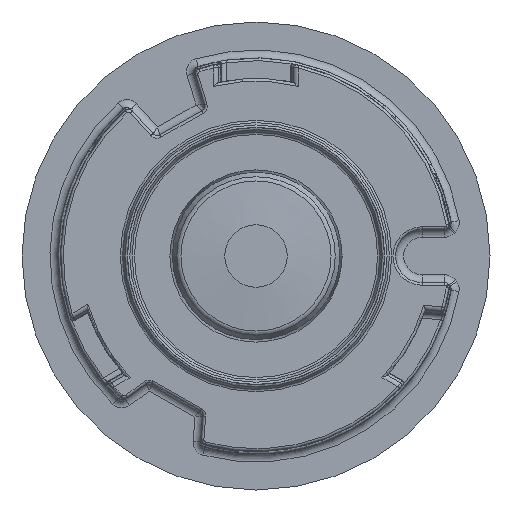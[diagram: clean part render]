
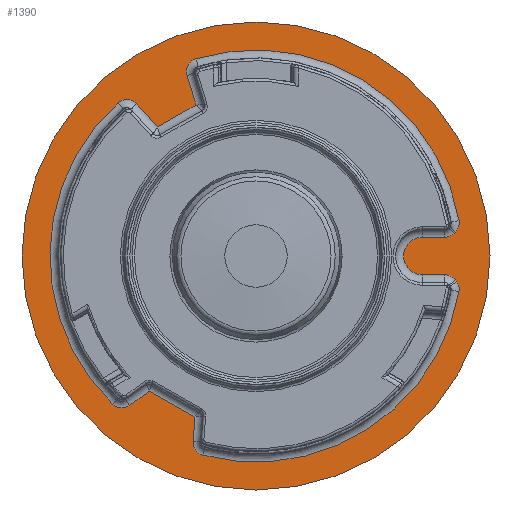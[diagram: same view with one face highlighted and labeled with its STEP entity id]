
A CAD part, left-side view. The second image highlights one B-rep face of the part: STEP entity #1390.
In plain terms, the highlighted planar face has unit normal (-1, 0, 0).
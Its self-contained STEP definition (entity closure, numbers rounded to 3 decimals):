
#1390=ADVANCED_FACE('',(#3340,#3341),#1940,.T.);
#1940=PLANE('',#9910);
#2229=LINE('',#14387,#2845);
#2230=LINE('',#14396,#2846);
#2231=LINE('',#14400,#2847);
#2232=LINE('',#14404,#2848);
#2233=LINE('',#14408,#2849);
#2234=LINE('',#14416,#2850);
#2235=LINE('',#14418,#2851);
#2236=LINE('',#14420,#2852);
#2237=LINE('',#14428,#2853);
#2238=LINE('',#14430,#2854);
#2845=VECTOR('',#11201,1.);
#2846=VECTOR('',#11208,1.);
#2847=VECTOR('',#11211,1.);
#2848=VECTOR('',#11214,1.);
#2849=VECTOR('',#11217,1.);
#2850=VECTOR('',#11224,1.);
#2851=VECTOR('',#11225,1.);
#2852=VECTOR('',#11226,1.);
#2853=VECTOR('',#11233,1.);
#2854=VECTOR('',#11234,1.);
#3340=FACE_BOUND('',#3469,.T.);
#3341=FACE_BOUND('',#3470,.T.);
#3469=EDGE_LOOP('',(#4356,#4357,#4358,#4359,#4360,#4361,#4362,#4363,#4364,
#4365,#4366,#4367,#4368,#4369,#4370,#4371,#4372,#4373,#4374,#4375,#4376,
#4377));
#3470=EDGE_LOOP('',(#4378));
#4356=ORIENTED_EDGE('',*,*,#8115,.T.);
#4357=ORIENTED_EDGE('',*,*,#8116,.T.);
#4358=ORIENTED_EDGE('',*,*,#8117,.T.);
#4359=ORIENTED_EDGE('',*,*,#8118,.T.);
#4360=ORIENTED_EDGE('',*,*,#8119,.T.);
#4361=ORIENTED_EDGE('',*,*,#8120,.T.);
#4362=ORIENTED_EDGE('',*,*,#8121,.T.);
#4363=ORIENTED_EDGE('',*,*,#8122,.T.);
#4364=ORIENTED_EDGE('',*,*,#8123,.T.);
#4365=ORIENTED_EDGE('',*,*,#8124,.T.);
#4366=ORIENTED_EDGE('',*,*,#8125,.T.);
#4367=ORIENTED_EDGE('',*,*,#8126,.T.);
#4368=ORIENTED_EDGE('',*,*,#8127,.T.);
#4369=ORIENTED_EDGE('',*,*,#8128,.T.);
#4370=ORIENTED_EDGE('',*,*,#8129,.T.);
#4371=ORIENTED_EDGE('',*,*,#8130,.T.);
#4372=ORIENTED_EDGE('',*,*,#8131,.T.);
#4373=ORIENTED_EDGE('',*,*,#8132,.T.);
#4374=ORIENTED_EDGE('',*,*,#8133,.T.);
#4375=ORIENTED_EDGE('',*,*,#8134,.T.);
#4376=ORIENTED_EDGE('',*,*,#8135,.T.);
#4377=ORIENTED_EDGE('',*,*,#8136,.T.);
#4378=ORIENTED_EDGE('',*,*,#8137,.F.);
#7156=VERTEX_POINT('',#14388);
#7157=VERTEX_POINT('',#14389);
#7158=VERTEX_POINT('',#14391);
#7159=VERTEX_POINT('',#14393);
#7160=VERTEX_POINT('',#14395);
#7161=VERTEX_POINT('',#14397);
#7162=VERTEX_POINT('',#14399);
#7163=VERTEX_POINT('',#14401);
#7164=VERTEX_POINT('',#14403);
#7165=VERTEX_POINT('',#14405);
#7166=VERTEX_POINT('',#14407);
#7167=VERTEX_POINT('',#14409);
#7168=VERTEX_POINT('',#14411);
#7169=VERTEX_POINT('',#14413);
#7170=VERTEX_POINT('',#14415);
#7171=VERTEX_POINT('',#14417);
#7172=VERTEX_POINT('',#14419);
#7173=VERTEX_POINT('',#14421);
#7174=VERTEX_POINT('',#14423);
#7175=VERTEX_POINT('',#14425);
#7176=VERTEX_POINT('',#14427);
#7177=VERTEX_POINT('',#14429);
#7178=VERTEX_POINT('',#14432);
#8115=EDGE_CURVE('',#7156,#7157,#2229,.T.);
#8116=EDGE_CURVE('',#7157,#7158,#9324,.T.);
#8117=EDGE_CURVE('',#7158,#7159,#9325,.T.);
#8118=EDGE_CURVE('',#7159,#7160,#9326,.T.);
#8119=EDGE_CURVE('',#7160,#7161,#2230,.T.);
#8120=EDGE_CURVE('',#7161,#7162,#9327,.T.);
#8121=EDGE_CURVE('',#7162,#7163,#2231,.T.);
#8122=EDGE_CURVE('',#7163,#7164,#9328,.T.);
#8123=EDGE_CURVE('',#7164,#7165,#2232,.T.);
#8124=EDGE_CURVE('',#7165,#7166,#9329,.T.);
#8125=EDGE_CURVE('',#7166,#7167,#2233,.T.);
#8126=EDGE_CURVE('',#7167,#7168,#9330,.T.);
#8127=EDGE_CURVE('',#7168,#7169,#9331,.T.);
#8128=EDGE_CURVE('',#7169,#7170,#9332,.T.);
#8129=EDGE_CURVE('',#7170,#7171,#2234,.T.);
#8130=EDGE_CURVE('',#7171,#7172,#2235,.T.);
#8131=EDGE_CURVE('',#7172,#7173,#2236,.T.);
#8132=EDGE_CURVE('',#7173,#7174,#9333,.T.);
#8133=EDGE_CURVE('',#7174,#7175,#9334,.T.);
#8134=EDGE_CURVE('',#7175,#7176,#9335,.T.);
#8135=EDGE_CURVE('',#7176,#7177,#2237,.T.);
#8136=EDGE_CURVE('',#7177,#7156,#2238,.T.);
#8137=EDGE_CURVE('',#7178,#7178,#9336,.T.);
#9324=CIRCLE('',#9897,0.5);
#9325=CIRCLE('',#9898,7.75);
#9326=CIRCLE('',#9899,0.5);
#9327=CIRCLE('',#9900,0.5);
#9328=CIRCLE('',#9901,0.7);
#9329=CIRCLE('',#9902,0.5);
#9330=CIRCLE('',#9903,0.5);
#9331=CIRCLE('',#9904,7.75);
#9332=CIRCLE('',#9905,0.5);
#9333=CIRCLE('',#9906,0.5);
#9334=CIRCLE('',#9907,7.75);
#9335=CIRCLE('',#9908,0.5);
#9336=CIRCLE('',#9909,8.8);
#9897=AXIS2_PLACEMENT_3D('',#14390,#11202,#11203);
#9898=AXIS2_PLACEMENT_3D('',#14392,#11204,#11205);
#9899=AXIS2_PLACEMENT_3D('',#14394,#11206,#11207);
#9900=AXIS2_PLACEMENT_3D('',#14398,#11209,#11210);
#9901=AXIS2_PLACEMENT_3D('',#14402,#11212,#11213);
#9902=AXIS2_PLACEMENT_3D('',#14406,#11215,#11216);
#9903=AXIS2_PLACEMENT_3D('',#14410,#11218,#11219);
#9904=AXIS2_PLACEMENT_3D('',#14412,#11220,#11221);
#9905=AXIS2_PLACEMENT_3D('',#14414,#11222,#11223);
#9906=AXIS2_PLACEMENT_3D('',#14422,#11227,#11228);
#9907=AXIS2_PLACEMENT_3D('',#14424,#11229,#11230);
#9908=AXIS2_PLACEMENT_3D('',#14426,#11231,#11232);
#9909=AXIS2_PLACEMENT_3D('',#14431,#11235,#11236);
#9910=AXIS2_PLACEMENT_3D('',#14433,#11237,#11238);
#11201=DIRECTION('',(0.,0.292,0.956));
#11202=DIRECTION('',(1.,0.,0.));
#11203=DIRECTION('',(0.,0.,1.));
#11204=DIRECTION('',(1.,0.,0.));
#11205=DIRECTION('',(0.,0.,1.));
#11206=DIRECTION('',(1.,0.,0.));
#11207=DIRECTION('',(0.,0.,1.));
#11208=DIRECTION('',(0.,0.697,-0.717));
#11209=DIRECTION('',(1.,0.,0.));
#11210=DIRECTION('',(0.,0.,1.));
#11211=DIRECTION('',(0.,1.,0.));
#11212=DIRECTION('',(-1.,0.,0.));
#11213=DIRECTION('',(0.,0.,1.));
#11214=DIRECTION('',(0.,-1.,0.));
#11215=DIRECTION('',(1.,0.,0.));
#11216=DIRECTION('',(0.,0.,1.));
#11217=DIRECTION('',(0.,-0.596,-0.803));
#11218=DIRECTION('',(1.,0.,0.));
#11219=DIRECTION('',(0.,0.,1.));
#11220=DIRECTION('',(1.,0.,0.));
#11221=DIRECTION('',(0.,0.,1.));
#11222=DIRECTION('',(1.,0.,0.));
#11223=DIRECTION('',(0.,0.,1.));
#11224=DIRECTION('',(0.,-0.078,0.997));
#11225=DIRECTION('',(0.,0.87,0.492));
#11226=DIRECTION('',(0.,0.814,-0.581));
#11227=DIRECTION('',(1.,0.,0.));
#11228=DIRECTION('',(0.,0.,1.));
#11229=DIRECTION('',(1.,0.,0.));
#11230=DIRECTION('',(0.,0.,1.));
#11231=DIRECTION('',(1.,0.,0.));
#11232=DIRECTION('',(0.,0.,1.));
#11233=DIRECTION('',(0.,-0.669,-0.743));
#11234=DIRECTION('',(0.,-0.87,0.492));
#11235=DIRECTION('',(1.,0.,0.));
#11236=DIRECTION('',(0.,0.,-1.));
#11237=DIRECTION('',(-1.,0.,0.));
#11238=DIRECTION('',(0.,0.,1.));
#14387=CARTESIAN_POINT('',(7.2,2.593,6.788));
#14388=CARTESIAN_POINT('',(7.2,2.253,5.676));
#14389=CARTESIAN_POINT('',(7.2,2.593,6.788));
#14390=CARTESIAN_POINT('',(7.2,2.115,6.935));
#14391=CARTESIAN_POINT('',(7.2,2.261,7.413));
#14392=CARTESIAN_POINT('',(7.2,0.,0.));
#14393=CARTESIAN_POINT('',(7.2,-7.634,1.333));
#14394=CARTESIAN_POINT('',(7.2,-7.142,1.247));
#14395=CARTESIAN_POINT('',(7.2,-7.5,0.899));
#14396=CARTESIAN_POINT('',(7.2,-7.454,0.851));
#14397=CARTESIAN_POINT('',(7.2,-7.454,0.851));
#14398=CARTESIAN_POINT('',(7.2,-7.096,1.2));
#14399=CARTESIAN_POINT('',(7.2,-7.096,0.7));
#14400=CARTESIAN_POINT('',(7.2,-6.25,0.7));
#14401=CARTESIAN_POINT('',(7.2,-6.25,0.7));
#14402=CARTESIAN_POINT('',(7.2,-6.25,0.));
#14403=CARTESIAN_POINT('',(7.2,-6.25,-0.7));
#14404=CARTESIAN_POINT('',(7.2,-7.101,-0.7));
#14405=CARTESIAN_POINT('',(7.2,-7.101,-0.7));
#14406=CARTESIAN_POINT('',(7.2,-7.101,-1.2));
#14407=CARTESIAN_POINT('',(7.2,-7.503,-0.902));
#14408=CARTESIAN_POINT('',(7.2,-7.542,-0.955));
#14409=CARTESIAN_POINT('',(7.2,-7.542,-0.955));
#14410=CARTESIAN_POINT('',(7.2,-7.141,-1.253));
#14411=CARTESIAN_POINT('',(7.2,-7.633,-1.339));
#14412=CARTESIAN_POINT('',(7.2,0.,0.));
#14413=CARTESIAN_POINT('',(7.2,1.997,-7.488));
#14414=CARTESIAN_POINT('',(7.2,1.868,-7.005));
#14415=CARTESIAN_POINT('',(7.2,2.367,-6.966));
#14416=CARTESIAN_POINT('',(7.2,1.807,0.142));
#14417=CARTESIAN_POINT('',(7.2,2.295,-6.055));
#14418=CARTESIAN_POINT('',(7.2,3.152,-5.57));
#14419=CARTESIAN_POINT('',(7.2,4.008,-5.086));
#14420=CARTESIAN_POINT('',(7.2,-1.053,-1.476));
#14421=CARTESIAN_POINT('',(7.2,4.752,-5.617));
#14422=CARTESIAN_POINT('',(7.2,5.042,-5.209));
#14423=CARTESIAN_POINT('',(7.2,5.39,-5.569));
#14424=CARTESIAN_POINT('',(7.2,0.,0.));
#14425=CARTESIAN_POINT('',(7.2,5.19,5.756));
#14426=CARTESIAN_POINT('',(7.2,4.855,5.384));
#14427=CARTESIAN_POINT('',(7.2,4.483,5.719));
#14428=CARTESIAN_POINT('',(7.2,3.652,4.795));
#14429=CARTESIAN_POINT('',(7.2,3.705,4.855));
#14430=CARTESIAN_POINT('',(7.2,2.183,5.716));
#14431=CARTESIAN_POINT('',(7.2,0.,0.));
#14432=CARTESIAN_POINT('',(7.2,0.,-8.8));
#14433=CARTESIAN_POINT('',(7.2,0.,0.));
